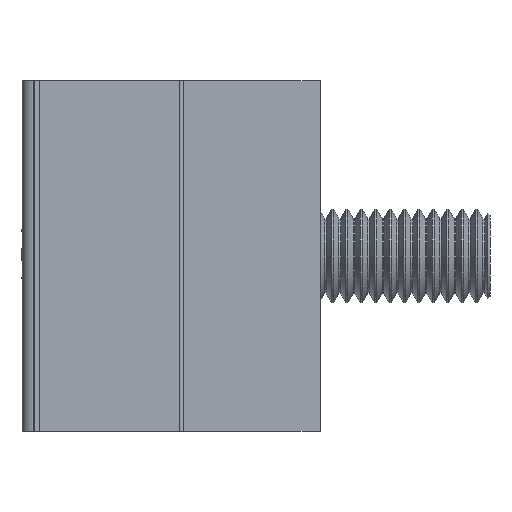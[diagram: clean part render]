
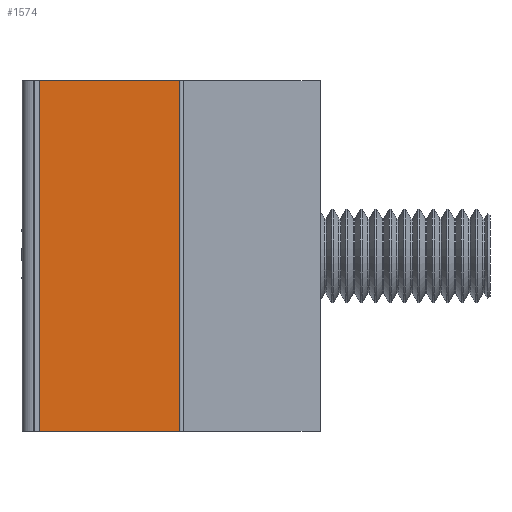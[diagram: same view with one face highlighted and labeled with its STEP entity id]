
A CAD part, left-side view. The second image highlights one B-rep face of the part: STEP entity #1574.
In plain terms, the highlighted planar face has unit normal (-1, 0, 0).
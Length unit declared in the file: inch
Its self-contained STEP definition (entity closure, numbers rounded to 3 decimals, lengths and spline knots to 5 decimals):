
#1567 = VERTEX_POINT ( 'NONE', #5048 ) ;
#1569 = EDGE_CURVE ( 'NONE', #1570, #1567, #5047, .T. ) ;
#1570 = VERTEX_POINT ( 'NONE', #5105 ) ;
#1574 = ADVANCED_FACE ( 'NONE', ( #5100 ), #5099, .F. ) ;
#1575 = EDGE_LOOP ( 'NONE', ( #1632, #1635, #1638, #1640 ) ) ;
#1632 = ORIENTED_EDGE ( 'NONE', *, *, #1633, .T. ) ;
#1633 = EDGE_CURVE ( 'NONE', #1567, #1634, #5185, .T. ) ;
#1634 = VERTEX_POINT ( 'NONE', #5181 ) ;
#1635 = ORIENTED_EDGE ( 'NONE', *, *, #1636, .F. ) ;
#1636 = EDGE_CURVE ( 'NONE', #1637, #1634, #5180, .T. ) ;
#1637 = VERTEX_POINT ( 'NONE', #5176 ) ;
#1638 = ORIENTED_EDGE ( 'NONE', *, *, #1639, .F. ) ;
#1639 = EDGE_CURVE ( 'NONE', #1570, #1637, #5175, .T. ) ;
#1640 = ORIENTED_EDGE ( 'NONE', *, *, #1569, .T. ) ;
#5047 = LINE ( 'NONE', #5108, #5107 ) ;
#5048 = CARTESIAN_POINT ( 'NONE',  ( -1.5, 0., -0.9375 ) ) ;
#5094 = DIRECTION ( 'NONE',  ( 0., 0., -1. ) ) ;
#5095 = DIRECTION ( 'NONE',  ( 1., 0., 0. ) ) ;
#5096 = CARTESIAN_POINT ( 'NONE',  ( -1.5, -0.75, 0.9375 ) ) ;
#5098 = AXIS2_PLACEMENT_3D ( 'NONE', #5096, #5095, #5094 ) ;
#5099 = PLANE ( 'NONE',  #5098 ) ;
#5100 = FACE_OUTER_BOUND ( 'NONE', #1575, .T. ) ;
#5105 = CARTESIAN_POINT ( 'NONE',  ( -1.5, 0., 0.9375 ) ) ;
#5106 = DIRECTION ( 'NONE',  ( 0., 0., -1. ) ) ;
#5107 = VECTOR ( 'NONE', #5106, 39.37008 ) ;
#5108 = CARTESIAN_POINT ( 'NONE',  ( -1.5, 0., 0.9375 ) ) ;
#5172 = DIRECTION ( 'NONE',  ( 0., -1., 0. ) ) ;
#5173 = VECTOR ( 'NONE', #5172, 39.37008 ) ;
#5174 = CARTESIAN_POINT ( 'NONE',  ( -1.5, -0.75, 0.9375 ) ) ;
#5175 = LINE ( 'NONE', #5174, #5173 ) ;
#5176 = CARTESIAN_POINT ( 'NONE',  ( -1.5, -0.75, 0.9375 ) ) ;
#5177 = DIRECTION ( 'NONE',  ( 0., 0., -1. ) ) ;
#5178 = VECTOR ( 'NONE', #5177, 39.37008 ) ;
#5179 = CARTESIAN_POINT ( 'NONE',  ( -1.5, -0.75, 0.9375 ) ) ;
#5180 = LINE ( 'NONE', #5179, #5178 ) ;
#5181 = CARTESIAN_POINT ( 'NONE',  ( -1.5, -0.75, -0.9375 ) ) ;
#5182 = DIRECTION ( 'NONE',  ( 0., -1., 0. ) ) ;
#5183 = VECTOR ( 'NONE', #5182, 39.37008 ) ;
#5184 = CARTESIAN_POINT ( 'NONE',  ( -1.5, -0.75, -0.9375 ) ) ;
#5185 = LINE ( 'NONE', #5184, #5183 ) ;
